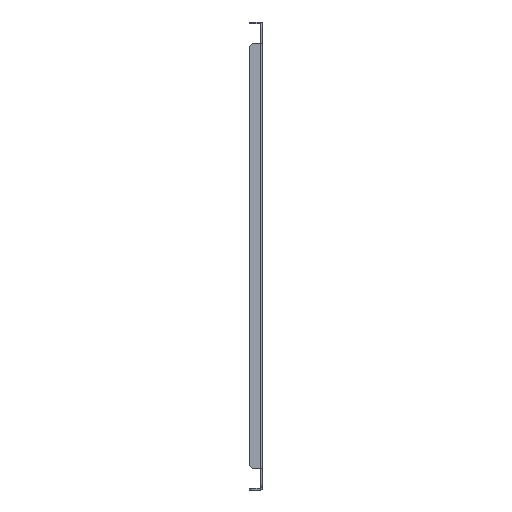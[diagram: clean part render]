
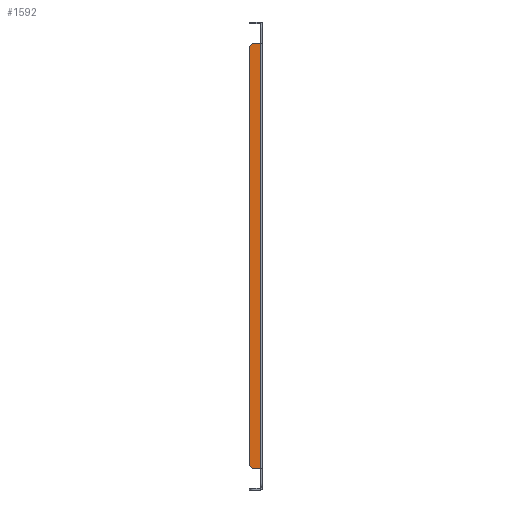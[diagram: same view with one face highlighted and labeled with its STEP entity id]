
A CAD part, left-side view. The second image highlights one B-rep face of the part: STEP entity #1592.
In plain terms, the highlighted planar face has unit normal (-1, 0, 0).
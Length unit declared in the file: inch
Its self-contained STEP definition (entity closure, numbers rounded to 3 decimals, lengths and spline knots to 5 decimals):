
#26 = VECTOR ( 'NONE', #551, 39.37008 ) ;
#36 = CARTESIAN_POINT ( 'NONE',  ( -34.5, 0.75, -11.99842 ) ) ;
#47 = LINE ( 'NONE', #862, #438 ) ;
#56 = VERTEX_POINT ( 'NONE', #234 ) ;
#114 = CARTESIAN_POINT ( 'NONE',  ( -34.5, 0.09379, -13.375 ) ) ;
#181 = CARTESIAN_POINT ( 'NONE',  ( -34.5, 0.125, -12.24842 ) ) ;
#212 = VECTOR ( 'NONE', #342, 39.37008 ) ;
#234 = CARTESIAN_POINT ( 'NONE',  ( -34.5, 0.5, 12.24842 ) ) ;
#288 = DIRECTION ( 'NONE',  ( 0., 0., -1. ) ) ;
#293 = EDGE_CURVE ( 'NONE', #1664, #56, #47, .T. ) ;
#332 = ORIENTED_EDGE ( 'NONE', *, *, #2011, .T. ) ;
#342 = DIRECTION ( 'NONE',  ( 0., -1., 0. ) ) ;
#347 = ORIENTED_EDGE ( 'NONE', *, *, #654, .T. ) ;
#380 = CARTESIAN_POINT ( 'NONE',  ( -34.5, 0.75, -13.375 ) ) ;
#394 = DIRECTION ( 'NONE',  ( -1., 0., 0. ) ) ;
#438 = VECTOR ( 'NONE', #525, 39.37008 ) ;
#525 = DIRECTION ( 'NONE',  ( 0., 1., 0. ) ) ;
#551 = DIRECTION ( 'NONE',  ( 0., 0., -1. ) ) ;
#581 = PLANE ( 'NONE',  #1639 ) ;
#654 = EDGE_CURVE ( 'NONE', #1822, #670, #1577, .T. ) ;
#670 = VERTEX_POINT ( 'NONE', #1155 ) ;
#714 = CARTESIAN_POINT ( 'NONE',  ( -34.5, 0.75, 11.99842 ) ) ;
#771 = DIRECTION ( 'NONE',  ( 0., -1., 0. ) ) ;
#823 = VERTEX_POINT ( 'NONE', #714 ) ;
#824 = AXIS2_PLACEMENT_3D ( 'NONE', #1042, #394, #1193 ) ;
#843 = DIRECTION ( 'NONE',  ( 0., 0., -1. ) ) ;
#862 = CARTESIAN_POINT ( 'NONE',  ( -34.5, 0.125, 12.24842 ) ) ;
#891 = EDGE_CURVE ( 'NONE', #56, #823, #1886, .T. ) ;
#993 = AXIS2_PLACEMENT_3D ( 'NONE', #1762, #1015, #843 ) ;
#1015 = DIRECTION ( 'NONE',  ( -1., 0., 0. ) ) ;
#1042 = CARTESIAN_POINT ( 'NONE',  ( -34.5, 0.5, 11.99842 ) ) ;
#1055 = EDGE_CURVE ( 'NONE', #1664, #1399, #1431, .T. ) ;
#1120 = ORIENTED_EDGE ( 'NONE', *, *, #1186, .T. ) ;
#1155 = CARTESIAN_POINT ( 'NONE',  ( -34.5, 0.5, -12.24842 ) ) ;
#1160 = CARTESIAN_POINT ( 'NONE',  ( -34.5, 0.125, -12.24842 ) ) ;
#1186 = EDGE_CURVE ( 'NONE', #670, #1399, #1739, .T. ) ;
#1193 = DIRECTION ( 'NONE',  ( 0., 0., -1. ) ) ;
#1196 = VECTOR ( 'NONE', #288, 39.37008 ) ;
#1317 = LINE ( 'NONE', #380, #26 ) ;
#1348 = ORIENTED_EDGE ( 'NONE', *, *, #891, .T. ) ;
#1399 = VERTEX_POINT ( 'NONE', #1160 ) ;
#1431 = LINE ( 'NONE', #1719, #1196 ) ;
#1542 = DIRECTION ( 'NONE',  ( -1., 0., 0. ) ) ;
#1577 = CIRCLE ( 'NONE', #993, 0.25 ) ;
#1592 = ADVANCED_FACE ( 'NONE', ( #1718 ), #581, .T. ) ;
#1639 = AXIS2_PLACEMENT_3D ( 'NONE', #114, #1542, #771 ) ;
#1646 = ORIENTED_EDGE ( 'NONE', *, *, #293, .T. ) ;
#1664 = VERTEX_POINT ( 'NONE', #1885 ) ;
#1718 = FACE_OUTER_BOUND ( 'NONE', #1877, .T. ) ;
#1719 = CARTESIAN_POINT ( 'NONE',  ( -34.5, 0.125, 12.24842 ) ) ;
#1739 = LINE ( 'NONE', #181, #212 ) ;
#1762 = CARTESIAN_POINT ( 'NONE',  ( -34.5, 0.5, -11.99842 ) ) ;
#1822 = VERTEX_POINT ( 'NONE', #36 ) ;
#1877 = EDGE_LOOP ( 'NONE', ( #1646, #1348, #332, #347, #1120, #2002 ) ) ;
#1885 = CARTESIAN_POINT ( 'NONE',  ( -34.5, 0.125, 12.24842 ) ) ;
#1886 = CIRCLE ( 'NONE', #824, 0.25 ) ;
#2002 = ORIENTED_EDGE ( 'NONE', *, *, #1055, .F. ) ;
#2011 = EDGE_CURVE ( 'NONE', #823, #1822, #1317, .T. ) ;
